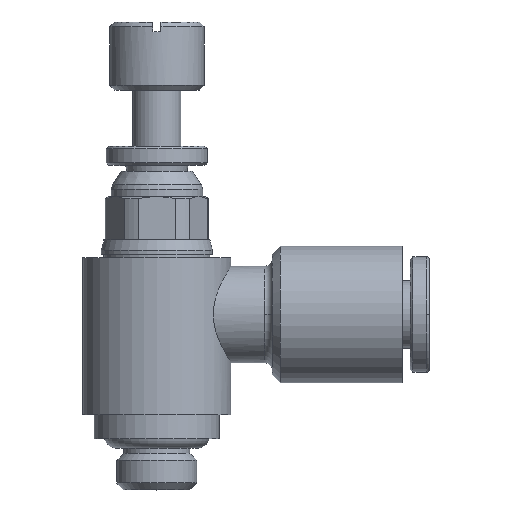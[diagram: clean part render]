
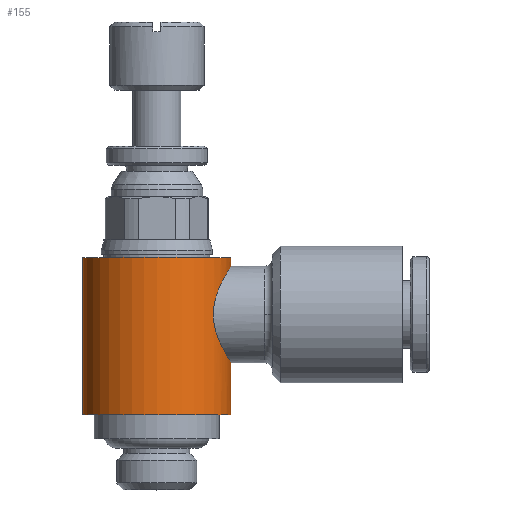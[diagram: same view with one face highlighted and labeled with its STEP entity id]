
A CAD part, top view. The second image highlights one B-rep face of the part: STEP entity #155.
In plain terms, the highlighted cylindrical face has radius 4.625 mm (diameter 9.25 mm), a partial arc.
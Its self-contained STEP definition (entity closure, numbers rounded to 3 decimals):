
#155=ADVANCED_FACE('',(#391),#392,.T.);
#391=FACE_OUTER_BOUND('',#631,.T.);
#392=CYLINDRICAL_SURFACE('',#632,4.625);
#631=EDGE_LOOP('',(#1474,#1475,#1476,#1477,#1478,#1479));
#632=AXIS2_PLACEMENT_3D('',#1480,#1481,#1482);
#1474=ORIENTED_EDGE('',*,*,#1497,.T.);
#1475=ORIENTED_EDGE('',*,*,#1576,.T.);
#1476=ORIENTED_EDGE('',*,*,#1501,.T.);
#1477=ORIENTED_EDGE('',*,*,#1756,.F.);
#1478=ORIENTED_EDGE('',*,*,#1499,.T.);
#1479=ORIENTED_EDGE('',*,*,#1757,.F.);
#1480=CARTESIAN_POINT('',(0.0,4.9,0.0));
#1481=DIRECTION('',(-0.0,1.0,0.0));
#1482=DIRECTION('',(1.0,0.0,0.0));
#1497=EDGE_CURVE('',#1758,#1759,#1760,.T.);
#1499=EDGE_CURVE('',#1763,#1761,#1764,.T.);
#1501=EDGE_CURVE('',#1767,#1765,#1768,.T.);
#1576=EDGE_CURVE('',#1759,#1767,#1908,.T.);
#1756=EDGE_CURVE('',#1763,#1765,#2182,.T.);
#1757=EDGE_CURVE('',#1758,#1761,#2183,.T.);
#1758=VERTEX_POINT('',#2184);
#1759=VERTEX_POINT('',#2185);
#1760=LINE('',#2186,#2187);
#1761=VERTEX_POINT('',#2188);
#1763=VERTEX_POINT('',#2190);
#1764=LINE('',#2191,#2192);
#1765=VERTEX_POINT('',#2193);
#1767=VERTEX_POINT('',#2195);
#1768=LINE('',#2196,#2197);
#1908=B_SPLINE_CURVE_WITH_KNOTS('',3,(#2422,#2423,#2424,#2425,#2426,#2427,#2428,#2429,#2430,#2431,#2432,#2433,#2434,#2435,#2436,#2437,#2438,#2439,#2440,#2441,#2442,#2443,#2444,#2445,#2446,#2447,#2448,#2449,#2450,#2451,#2452,#2453,#2454,#2455),.UNSPECIFIED.,.F.,.F.,(4,2,2,2,2,2,2,2,2,2,2,2,2,2,2,2,4),(4.695,5.279,5.863,6.447,7.031,7.621,8.211,8.8,9.39,9.98,10.569,11.159,11.749,12.333,12.917,13.501,14.085),.UNSPECIFIED.);
#2182=CIRCLE('',#3021,4.625);
#2183=CIRCLE('',#3022,4.625);
#2184=CARTESIAN_POINT('',(4.625,0.0,0.0));
#2185=CARTESIAN_POINT('',(4.625,3.25,0.));
#2186=CARTESIAN_POINT('',(4.625,4.9,0.));
#2187=VECTOR('',#3023,1.0);
#2188=CARTESIAN_POINT('',(-4.625,0.0,0.));
#2190=CARTESIAN_POINT('',(-4.625,9.8,0.));
#2191=CARTESIAN_POINT('',(-4.625,4.9,0.));
#2192=VECTOR('',#3027,1.0);
#2193=CARTESIAN_POINT('',(4.625,9.8,0.0));
#2195=CARTESIAN_POINT('',(4.625,9.25,0.));
#2196=CARTESIAN_POINT('',(4.625,4.9,0.));
#2197=VECTOR('',#3031,1.0);
#2422=CARTESIAN_POINT('',(4.625,3.25,0.));
#2423=CARTESIAN_POINT('',(4.625,3.25,0.195));
#2424=CARTESIAN_POINT('',(4.612,3.269,0.394));
#2425=CARTESIAN_POINT('',(4.562,3.348,0.787));
#2426=CARTESIAN_POINT('',(4.524,3.408,0.981));
#2427=CARTESIAN_POINT('',(4.428,3.563,1.349));
#2428=CARTESIAN_POINT('',(4.37,3.659,1.524));
#2429=CARTESIAN_POINT('',(4.244,3.877,1.845));
#2430=CARTESIAN_POINT('',(4.177,3.999,1.992));
#2431=CARTESIAN_POINT('',(4.042,4.259,2.252));
#2432=CARTESIAN_POINT('',(3.971,4.406,2.375));
#2433=CARTESIAN_POINT('',(3.832,4.728,2.592));
#2434=CARTESIAN_POINT('',(3.765,4.902,2.687));
#2435=CARTESIAN_POINT('',(3.65,5.268,2.842));
#2436=CARTESIAN_POINT('',(3.602,5.461,2.901));
#2437=CARTESIAN_POINT('',(3.537,5.853,2.98));
#2438=CARTESIAN_POINT('',(3.52,6.053,3.0));
#2439=CARTESIAN_POINT('',(3.52,6.447,3.0));
#2440=CARTESIAN_POINT('',(3.537,6.647,2.98));
#2441=CARTESIAN_POINT('',(3.602,7.039,2.901));
#2442=CARTESIAN_POINT('',(3.65,7.232,2.842));
#2443=CARTESIAN_POINT('',(3.765,7.598,2.687));
#2444=CARTESIAN_POINT('',(3.832,7.772,2.592));
#2445=CARTESIAN_POINT('',(3.971,8.094,2.375));
#2446=CARTESIAN_POINT('',(4.042,8.241,2.252));
#2447=CARTESIAN_POINT('',(4.177,8.501,1.992));
#2448=CARTESIAN_POINT('',(4.244,8.623,1.845));
#2449=CARTESIAN_POINT('',(4.37,8.841,1.524));
#2450=CARTESIAN_POINT('',(4.428,8.937,1.349));
#2451=CARTESIAN_POINT('',(4.524,9.092,0.981));
#2452=CARTESIAN_POINT('',(4.562,9.152,0.787));
#2453=CARTESIAN_POINT('',(4.612,9.231,0.394));
#2454=CARTESIAN_POINT('',(4.625,9.25,0.195));
#2455=CARTESIAN_POINT('',(4.625,9.25,0.));
#3021=AXIS2_PLACEMENT_3D('',#3535,#3536,#3537);
#3022=AXIS2_PLACEMENT_3D('',#3538,#3539,#3540);
#3023=DIRECTION('',(0.0,1.0,0.0));
#3027=DIRECTION('',(-0.0,-1.0,-0.0));
#3031=DIRECTION('',(0.0,1.0,0.0));
#3535=CARTESIAN_POINT('',(0.0,9.8,0.0));
#3536=DIRECTION('',(-0.0,1.0,0.0));
#3537=DIRECTION('',(1.0,0.0,0.0));
#3538=CARTESIAN_POINT('',(0.0,0.0,0.0));
#3539=DIRECTION('',(0.0,-1.0,0.0));
#3540=DIRECTION('',(1.0,0.0,0.0));
